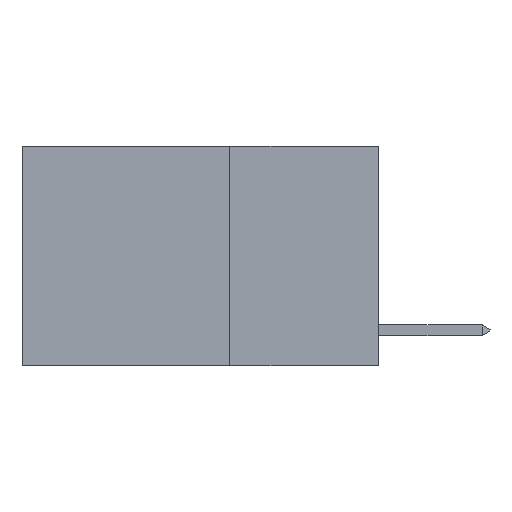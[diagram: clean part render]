
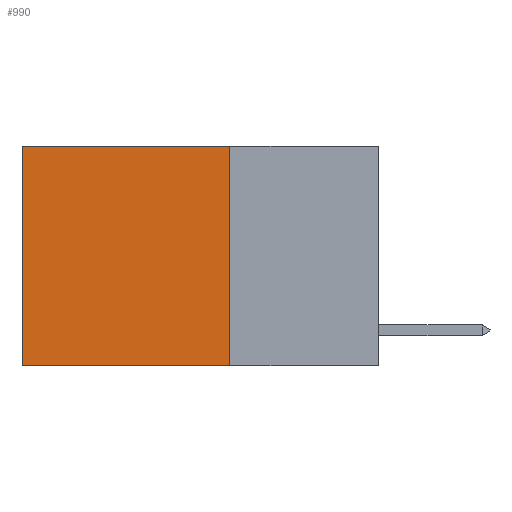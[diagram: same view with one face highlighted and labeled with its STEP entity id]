
A CAD part, left-side view. The second image highlights one B-rep face of the part: STEP entity #990.
In plain terms, the highlighted planar face has unit normal (-1, 0, 0).
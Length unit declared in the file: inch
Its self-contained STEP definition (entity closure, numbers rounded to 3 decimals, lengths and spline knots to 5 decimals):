
#990 = ADVANCED_FACE ( 'NONE', ( #15771 ), #12054, .F. ) ;
#1546 = AXIS2_PLACEMENT_3D ( 'NONE', #3720, #5145, #14852 ) ;
#1968 = VERTEX_POINT ( 'NONE', #5986 ) ;
#2064 = CARTESIAN_POINT ( 'NONE',  ( 0.2625, 0.25, 0. ) ) ;
#2359 = CARTESIAN_POINT ( 'NONE',  ( 0.2625, 0.6, 0. ) ) ;
#2417 = CARTESIAN_POINT ( 'NONE',  ( 0.2625, 0.25, -0.37 ) ) ;
#2422 = VECTOR ( 'NONE', #6760, 39.37008 ) ;
#2568 = LINE ( 'NONE', #2064, #9546 ) ;
#2797 = LINE ( 'NONE', #12718, #9777 ) ;
#2844 = VERTEX_POINT ( 'NONE', #8958 ) ;
#3000 = DIRECTION ( 'NONE',  ( 0., 0., -1. ) ) ;
#3720 = CARTESIAN_POINT ( 'NONE',  ( 0.2625, 0.25, 0. ) ) ;
#3816 = DIRECTION ( 'NONE',  ( 0., 1., 0. ) ) ;
#4264 = ORIENTED_EDGE ( 'NONE', *, *, #7195, .F. ) ;
#4301 = VERTEX_POINT ( 'NONE', #2359 ) ;
#4897 = DIRECTION ( 'NONE',  ( 0., 1., 0. ) ) ;
#5026 = ORIENTED_EDGE ( 'NONE', *, *, #9840, .T. ) ;
#5145 = DIRECTION ( 'NONE',  ( 1., 0., 0. ) ) ;
#5623 = VECTOR ( 'NONE', #3816, 39.37008 ) ;
#5986 = CARTESIAN_POINT ( 'NONE',  ( 0.2625, 0.25, 0. ) ) ;
#6170 = LINE ( 'NONE', #9479, #2422 ) ;
#6760 = DIRECTION ( 'NONE',  ( 0., 0., -1. ) ) ;
#7029 = CARTESIAN_POINT ( 'NONE',  ( 0.2625, 0.25, -0.37 ) ) ;
#7195 = EDGE_CURVE ( 'NONE', #1968, #10270, #6170, .T. ) ;
#8722 = ORIENTED_EDGE ( 'NONE', *, *, #10737, .F. ) ;
#8958 = CARTESIAN_POINT ( 'NONE',  ( 0.2625, 0.6, -0.37 ) ) ;
#9479 = CARTESIAN_POINT ( 'NONE',  ( 0.2625, 0.25, 0. ) ) ;
#9546 = VECTOR ( 'NONE', #4897, 39.37008 ) ;
#9777 = VECTOR ( 'NONE', #3000, 39.37008 ) ;
#9840 = EDGE_CURVE ( 'NONE', #4301, #2844, #2797, .T. ) ;
#10069 = EDGE_CURVE ( 'NONE', #1968, #4301, #2568, .T. ) ;
#10270 = VERTEX_POINT ( 'NONE', #7029 ) ;
#10737 = EDGE_CURVE ( 'NONE', #10270, #2844, #12974, .T. ) ;
#12054 = PLANE ( 'NONE',  #1546 ) ;
#12718 = CARTESIAN_POINT ( 'NONE',  ( 0.2625, 0.6, 0. ) ) ;
#12974 = LINE ( 'NONE', #2417, #5623 ) ;
#14613 = ORIENTED_EDGE ( 'NONE', *, *, #10069, .T. ) ;
#14852 = DIRECTION ( 'NONE',  ( 0., 0., -1. ) ) ;
#15771 = FACE_OUTER_BOUND ( 'NONE', #17423, .T. ) ;
#17423 = EDGE_LOOP ( 'NONE', ( #5026, #8722, #4264, #14613 ) ) ;
